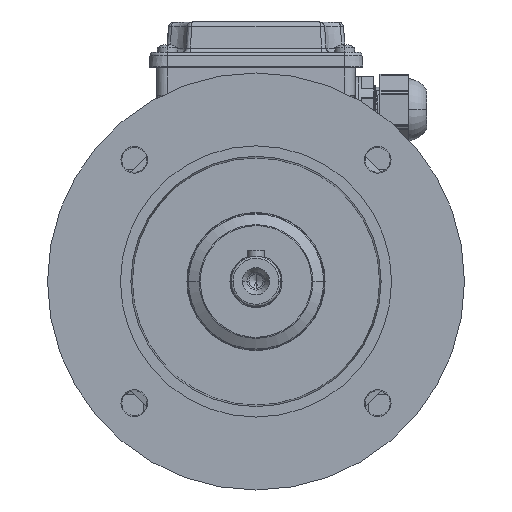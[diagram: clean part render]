
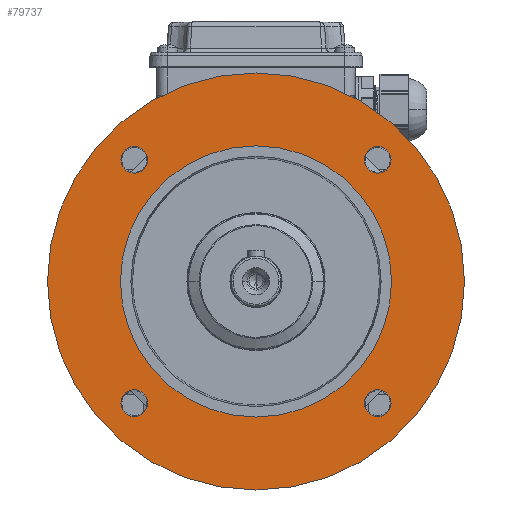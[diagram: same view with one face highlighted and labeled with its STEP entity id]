
A CAD part, top view. The second image highlights one B-rep face of the part: STEP entity #79737.
In plain terms, the highlighted planar face has unit normal (0, 0, 1).
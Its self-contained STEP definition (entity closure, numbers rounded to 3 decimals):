
#295 = DIRECTION ( 'NONE',  ( 0., 0., -1. ) ) ;
#1346 = CARTESIAN_POINT ( 'NONE',  ( 0., 0., 37. ) ) ;
#1385 = DIRECTION ( 'NONE',  ( 1., 0., 0. ) ) ;
#1964 = DIRECTION ( 'NONE',  ( 0., 0., -1. ) ) ;
#2544 = VERTEX_POINT ( 'NONE', #73280 ) ;
#4421 = CIRCLE ( 'NONE', #70036, 6.419 ) ;
#4564 = FACE_BOUND ( 'NONE', #56992, .T. ) ;
#4700 = DIRECTION ( 'NONE',  ( 1., 0., 0. ) ) ;
#5069 = DIRECTION ( 'NONE',  ( 0., 0., -1. ) ) ;
#5650 = DIRECTION ( 'NONE',  ( 1., 0., 0. ) ) ;
#6818 = DIRECTION ( 'NONE',  ( 0., 0., -1. ) ) ;
#7623 = DIRECTION ( 'NONE',  ( 0., 0., -1. ) ) ;
#7767 = EDGE_LOOP ( 'NONE', ( #79161, #75571 ) ) ;
#7928 = VERTEX_POINT ( 'NONE', #50635 ) ;
#8078 = CARTESIAN_POINT ( 'NONE',  ( -99.975, 0., 37. ) ) ;
#8123 = EDGE_CURVE ( 'NONE', #63707, #62255, #8343, .T. ) ;
#8343 = CIRCLE ( 'NONE', #51904, 6.419 ) ;
#8489 = CARTESIAN_POINT ( 'NONE',  ( -58.336, 58.336, 37. ) ) ;
#8552 = CARTESIAN_POINT ( 'NONE',  ( 99.975, 0., 37. ) ) ;
#8720 = VERTEX_POINT ( 'NONE', #8078 ) ;
#9323 = ORIENTED_EDGE ( 'NONE', *, *, #35444, .T. ) ;
#10620 = CARTESIAN_POINT ( 'NONE',  ( -64.755, 58.336, 37. ) ) ;
#11373 = AXIS2_PLACEMENT_3D ( 'NONE', #40208, #14268, #60229 ) ;
#11844 = FACE_BOUND ( 'NONE', #16557, .T. ) ;
#12611 = DIRECTION ( 'NONE',  ( 0., 0., 1. ) ) ;
#13597 = DIRECTION ( 'NONE',  ( 0., 0., -1. ) ) ;
#14268 = DIRECTION ( 'NONE',  ( 0., 0., 1. ) ) ;
#14456 = DIRECTION ( 'NONE',  ( 1., 0., 0. ) ) ;
#14545 = AXIS2_PLACEMENT_3D ( 'NONE', #54108, #34370, #80835 ) ;
#15547 = ORIENTED_EDGE ( 'NONE', *, *, #56504, .T. ) ;
#16557 = EDGE_LOOP ( 'NONE', ( #34367, #38779 ) ) ;
#17425 = EDGE_CURVE ( 'NONE', #51116, #42577, #50829, .T. ) ;
#18249 = CARTESIAN_POINT ( 'NONE',  ( -58.336, -58.336, 37. ) ) ;
#19455 = ORIENTED_EDGE ( 'NONE', *, *, #17425, .T. ) ;
#19584 = VERTEX_POINT ( 'NONE', #47267 ) ;
#20535 = AXIS2_PLACEMENT_3D ( 'NONE', #8489, #7623, #34991 ) ;
#21372 = CIRCLE ( 'NONE', #84792, 6.419 ) ;
#21955 = CARTESIAN_POINT ( 'NONE',  ( 65., 0., 37. ) ) ;
#22512 = AXIS2_PLACEMENT_3D ( 'NONE', #46670, #6818, #73979 ) ;
#25150 = DIRECTION ( 'NONE',  ( 0., 0., -1. ) ) ;
#25973 = EDGE_CURVE ( 'NONE', #7928, #81096, #51230, .T. ) ;
#27322 = EDGE_CURVE ( 'NONE', #19584, #38919, #50262, .T. ) ;
#29398 = AXIS2_PLACEMENT_3D ( 'NONE', #1346, #13597, #14456 ) ;
#29446 = CIRCLE ( 'NONE', #82242, 65. ) ;
#31340 = EDGE_CURVE ( 'NONE', #8720, #49550, #60916, .T. ) ;
#31805 = CIRCLE ( 'NONE', #11373, 99.975 ) ;
#31831 = CIRCLE ( 'NONE', #22512, 6.419 ) ;
#31847 = DIRECTION ( 'NONE',  ( 1., 0., 0. ) ) ;
#33495 = DIRECTION ( 'NONE',  ( 1., 0., 0. ) ) ;
#33705 = ORIENTED_EDGE ( 'NONE', *, *, #31340, .T. ) ;
#33730 = AXIS2_PLACEMENT_3D ( 'NONE', #68592, #1964, #1385 ) ;
#34367 = ORIENTED_EDGE ( 'NONE', *, *, #79065, .T. ) ;
#34370 = DIRECTION ( 'NONE',  ( 0., 0., 1. ) ) ;
#34991 = DIRECTION ( 'NONE',  ( 1., 0., 0. ) ) ;
#35444 = EDGE_CURVE ( 'NONE', #42577, #51116, #80340, .T. ) ;
#36489 = AXIS2_PLACEMENT_3D ( 'NONE', #44931, #25150, #31847 ) ;
#37364 = DIRECTION ( 'NONE',  ( 0., 0., -1. ) ) ;
#37777 = DIRECTION ( 'NONE',  ( 0., 0., -1. ) ) ;
#37901 = FACE_BOUND ( 'NONE', #7767, .T. ) ;
#38779 = ORIENTED_EDGE ( 'NONE', *, *, #8123, .T. ) ;
#38919 = VERTEX_POINT ( 'NONE', #50025 ) ;
#39365 = ORIENTED_EDGE ( 'NONE', *, *, #84148, .T. ) ;
#40208 = CARTESIAN_POINT ( 'NONE',  ( 0., 0., 37. ) ) ;
#40555 = PLANE ( 'NONE',  #68159 ) ;
#42577 = VERTEX_POINT ( 'NONE', #10620 ) ;
#44855 = EDGE_CURVE ( 'NONE', #2544, #73284, #75334, .T. ) ;
#44931 = CARTESIAN_POINT ( 'NONE',  ( -58.336, 58.336, 37. ) ) ;
#45169 = EDGE_CURVE ( 'NONE', #38919, #19584, #4421, .T. ) ;
#46670 = CARTESIAN_POINT ( 'NONE',  ( 58.336, -58.336, 37. ) ) ;
#47127 = CARTESIAN_POINT ( 'NONE',  ( 58.336, 58.336, 37. ) ) ;
#47267 = CARTESIAN_POINT ( 'NONE',  ( -51.917, -58.336, 37. ) ) ;
#49550 = VERTEX_POINT ( 'NONE', #8552 ) ;
#50025 = CARTESIAN_POINT ( 'NONE',  ( -64.755, -58.336, 37. ) ) ;
#50262 = CIRCLE ( 'NONE', #83437, 6.419 ) ;
#50635 = CARTESIAN_POINT ( 'NONE',  ( -65., 0., 37. ) ) ;
#50829 = CIRCLE ( 'NONE', #20535, 6.419 ) ;
#51116 = VERTEX_POINT ( 'NONE', #62111 ) ;
#51230 = CIRCLE ( 'NONE', #29398, 65. ) ;
#51904 = AXIS2_PLACEMENT_3D ( 'NONE', #64661, #37364, #4700 ) ;
#53090 = DIRECTION ( 'NONE',  ( 1., 0., 0. ) ) ;
#54108 = CARTESIAN_POINT ( 'NONE',  ( 0., 0., 37. ) ) ;
#56504 = EDGE_CURVE ( 'NONE', #49550, #8720, #31805, .T. ) ;
#56992 = EDGE_LOOP ( 'NONE', ( #73574, #71301 ) ) ;
#58946 = EDGE_LOOP ( 'NONE', ( #39365, #59021 ) ) ;
#59021 = ORIENTED_EDGE ( 'NONE', *, *, #25973, .T. ) ;
#60229 = DIRECTION ( 'NONE',  ( 1., 0., 0. ) ) ;
#60916 = CIRCLE ( 'NONE', #14545, 99.975 ) ;
#62111 = CARTESIAN_POINT ( 'NONE',  ( -51.917, 58.336, 37. ) ) ;
#62255 = VERTEX_POINT ( 'NONE', #63541 ) ;
#63541 = CARTESIAN_POINT ( 'NONE',  ( 64.755, 58.336, 37. ) ) ;
#63707 = VERTEX_POINT ( 'NONE', #81124 ) ;
#63932 = FACE_BOUND ( 'NONE', #67495, .T. ) ;
#64029 = EDGE_LOOP ( 'NONE', ( #15547, #33705 ) ) ;
#64661 = CARTESIAN_POINT ( 'NONE',  ( 58.336, 58.336, 37. ) ) ;
#65844 = DIRECTION ( 'NONE',  ( 1., 0., 0. ) ) ;
#67495 = EDGE_LOOP ( 'NONE', ( #19455, #9323 ) ) ;
#68159 = AXIS2_PLACEMENT_3D ( 'NONE', #79755, #12611, #65844 ) ;
#68592 = CARTESIAN_POINT ( 'NONE',  ( 58.336, -58.336, 37. ) ) ;
#70036 = AXIS2_PLACEMENT_3D ( 'NONE', #79819, #79532, #53090 ) ;
#71301 = ORIENTED_EDGE ( 'NONE', *, *, #78721, .T. ) ;
#71414 = CARTESIAN_POINT ( 'NONE',  ( 0., 0., 37. ) ) ;
#73280 = CARTESIAN_POINT ( 'NONE',  ( 64.755, -58.336, 37. ) ) ;
#73284 = VERTEX_POINT ( 'NONE', #73881 ) ;
#73574 = ORIENTED_EDGE ( 'NONE', *, *, #44855, .T. ) ;
#73881 = CARTESIAN_POINT ( 'NONE',  ( 51.917, -58.336, 37. ) ) ;
#73979 = DIRECTION ( 'NONE',  ( 1., 0., 0. ) ) ;
#75334 = CIRCLE ( 'NONE', #33730, 6.419 ) ;
#75571 = ORIENTED_EDGE ( 'NONE', *, *, #45169, .T. ) ;
#76478 = FACE_OUTER_BOUND ( 'NONE', #64029, .T. ) ;
#77595 = DIRECTION ( 'NONE',  ( 1., 0., 0. ) ) ;
#78721 = EDGE_CURVE ( 'NONE', #73284, #2544, #31831, .T. ) ;
#79065 = EDGE_CURVE ( 'NONE', #62255, #63707, #21372, .T. ) ;
#79161 = ORIENTED_EDGE ( 'NONE', *, *, #27322, .T. ) ;
#79532 = DIRECTION ( 'NONE',  ( 0., 0., -1. ) ) ;
#79737 = ADVANCED_FACE ( 'NONE', ( #76478, #84652, #37901, #4564, #11844, #63932 ), #40555, .T. ) ;
#79755 = CARTESIAN_POINT ( 'NONE',  ( 101.175, -101.175, 37. ) ) ;
#79819 = CARTESIAN_POINT ( 'NONE',  ( -58.336, -58.336, 37. ) ) ;
#80340 = CIRCLE ( 'NONE', #36489, 6.419 ) ;
#80835 = DIRECTION ( 'NONE',  ( 1., 0., 0. ) ) ;
#81096 = VERTEX_POINT ( 'NONE', #21955 ) ;
#81124 = CARTESIAN_POINT ( 'NONE',  ( 51.917, 58.336, 37. ) ) ;
#82242 = AXIS2_PLACEMENT_3D ( 'NONE', #71414, #5069, #5650 ) ;
#83437 = AXIS2_PLACEMENT_3D ( 'NONE', #18249, #37777, #77595 ) ;
#84148 = EDGE_CURVE ( 'NONE', #81096, #7928, #29446, .T. ) ;
#84652 = FACE_BOUND ( 'NONE', #58946, .T. ) ;
#84792 = AXIS2_PLACEMENT_3D ( 'NONE', #47127, #295, #33495 ) ;
